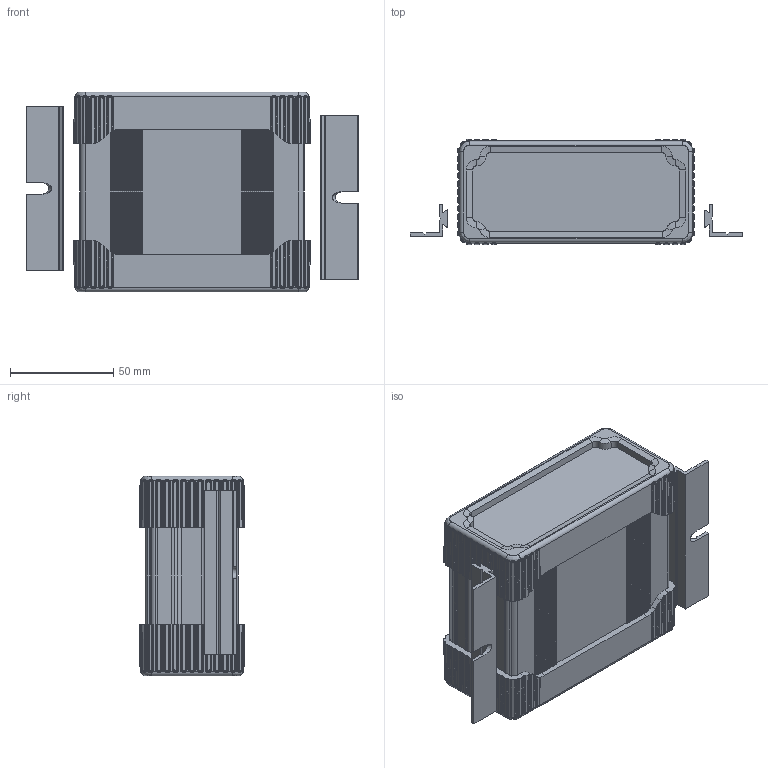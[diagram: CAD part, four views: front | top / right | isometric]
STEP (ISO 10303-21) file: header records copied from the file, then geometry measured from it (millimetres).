
FILE_DESCRIPTION (( 'STEP AP214' ), '1' );
FILE_NAME ('B3-080 Assembly.STEP', '2019-05-14T16:12:26', ( '' ), ( '' ), 'SwSTEP 2.0', 'SolidWorks 2014', '' );
FILE_SCHEMA (( 'AUTOMOTIVE_DESIGN' ));
Length unit declared in the file: millimetre
Products named in the file (9): End Plate; SK1 Seal; B3-080 Main Body; B3-080 Assembly; MF-80; EC3_END_CAP_OPTIONAL_ACCESSORY; Screw assembly; Torx Screw M3X0.5; SEALING WASHER
Assembly tree (19 placements, depth 3):
  B3-080 Assembly
    B3-080 Main Body
    SK1 Seal  x2
    End Plate  x2
    Screw assembly  x8
      SEALING WASHER
      Torx Screw M3X0.5
    EC3_END_CAP_OPTIONAL_ACCESSORY  x2
    MF-80  x2
Bounding box: 160.5 x 51 x 96.5 mm (x, y, z)
Volume: 132931.7 mm3; surface area: 133090.4 mm2
Topology: 25 solids, 25 shells, 2328 faces, 6034 edges, 3788 vertices
Faces by surface type: cylinder 790, bspline 694, plane 572, cone 272
Entity records: 65414 total; most frequent: CARTESIAN_POINT 28613, ORIENTED_EDGE 6772, DIRECTION 4594, EDGE_CURVE 3386, VERTEX_POINT 2145, AXIS2_PLACEMENT_3D 1633, VECTOR 1328, LINE 1328
